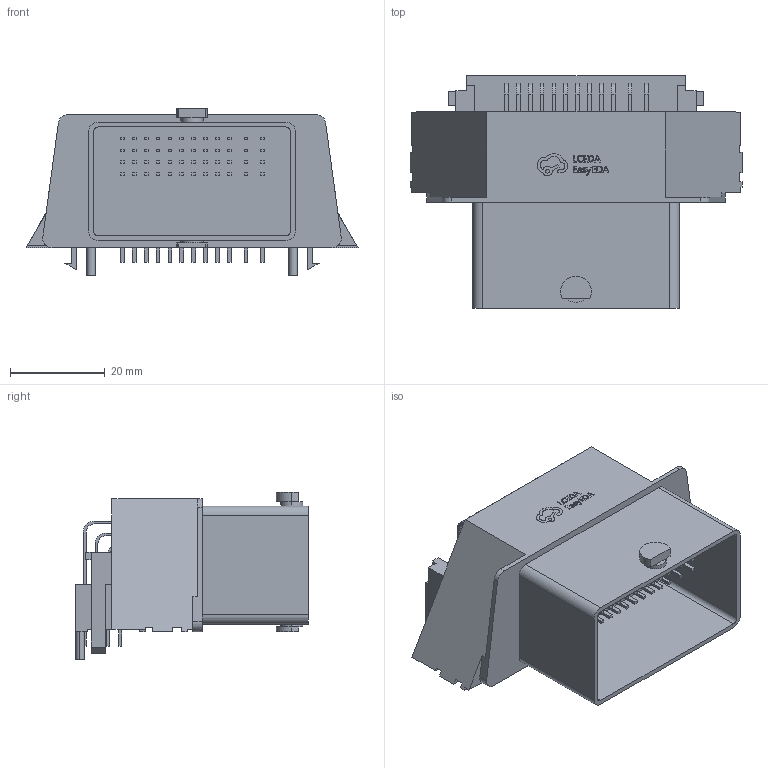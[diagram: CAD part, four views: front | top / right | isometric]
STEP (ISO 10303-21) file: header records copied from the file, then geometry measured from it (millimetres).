
FILE_DESCRIPTION (( 'STEP AP214' ), '1' );
FILE_NAME ('CONN-TH_5007620481.step', '2022-08-03T17:18:38', ( '' ), ( '' ), 'SwSTEP 2.0', 'SolidWorks 2020', '' );
FILE_SCHEMA (( 'AUTOMOTIVE_DESIGN' ));
Length unit declared in the file: millimetre
Products named in the file (1): CONN-TH_5007620481
Bounding box: 69.9 x 49 x 35.3 mm (x, y, z)
Volume: 33038.5 mm3; surface area: 22861.3 mm2
Topology: 62 solids, 62 shells, 890 faces, 2251 edges, 1496 vertices
Faces by surface type: plane 656, cylinder 122, bspline 112
Entity records: 38104 total; most frequent: CARTESIAN_POINT 6742, ORIENTED_EDGE 4502, DIRECTION 3833, EDGE_CURVE 2251, LINE 1771, VECTOR 1771, VERTEX_POINT 1496, AXIS2_PLACEMENT_3D 1031
